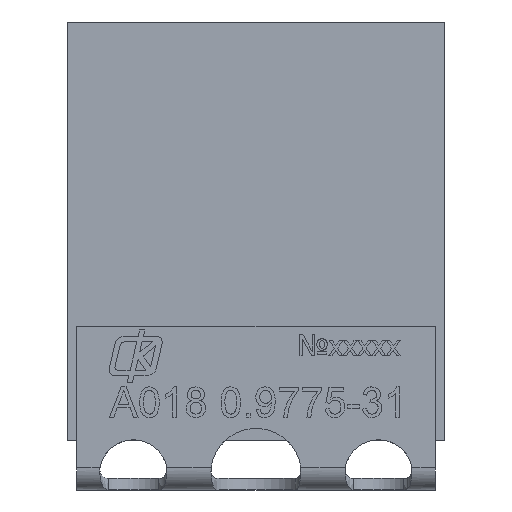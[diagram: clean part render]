
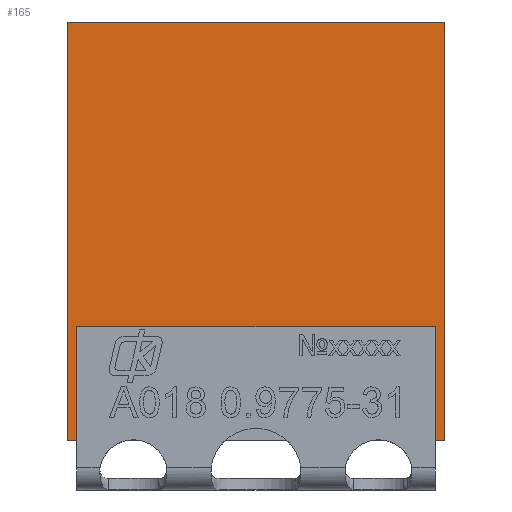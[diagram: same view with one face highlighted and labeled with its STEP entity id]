
A CAD part, top view. The second image highlights one B-rep face of the part: STEP entity #165.
In plain terms, the highlighted planar face has unit normal (0, 0, 1).
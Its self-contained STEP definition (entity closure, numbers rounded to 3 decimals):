
#165=ADVANCED_FACE('',(#3604),#3606,.F.);
#3604=FACE_BOUND('',#3605,.T.);
#3605=EDGE_LOOP('',(#9168,#9169,#9170,#9171,#9172,#9173,#9174,#9175));
#3606=PLANE('',#3607);
#3607=AXIS2_PLACEMENT_3D('',#3608,#3609,#3610);
#3608=CARTESIAN_POINT('',(-5.,5.55,1.8));
#3609=DIRECTION('',(0.,0.,-1.));
#3610=DIRECTION('',(-1.,0.,0.));
#9168=ORIENTED_EDGE('',*,*,#11202,.T.);
#9169=ORIENTED_EDGE('',*,*,#11203,.T.);
#9170=ORIENTED_EDGE('',*,*,#11204,.F.);
#9171=ORIENTED_EDGE('',*,*,#11161,.F.);
#9172=ORIENTED_EDGE('',*,*,#11205,.F.);
#9173=ORIENTED_EDGE('',*,*,#11206,.T.);
#9174=ORIENTED_EDGE('',*,*,#11207,.F.);
#9175=ORIENTED_EDGE('',*,*,#11208,.T.);
#11161=EDGE_CURVE('',#12193,#12185,#12195,.T.);
#11202=EDGE_CURVE('',#12274,#12275,#12276,.T.);
#11203=EDGE_CURVE('',#12275,#12277,#12278,.T.);
#11204=EDGE_CURVE('',#12185,#12277,#12279,.T.);
#11205=EDGE_CURVE('',#12280,#12193,#12281,.T.);
#11206=EDGE_CURVE('',#12280,#12282,#12283,.T.);
#11207=EDGE_CURVE('',#12284,#12282,#12285,.T.);
#11208=EDGE_CURVE('',#12284,#12274,#12286,.T.);
#12185=VERTEX_POINT('',#13892);
#12193=VERTEX_POINT('',#13908);
#12195=LINE('',#13912,#13913);
#12274=VERTEX_POINT('',#14073);
#12275=VERTEX_POINT('',#14074);
#12276=LINE('',#14075,#14076);
#12277=VERTEX_POINT('',#14078);
#12278=LINE('',#14079,#14080);
#12279=LINE('',#14082,#14083);
#12280=VERTEX_POINT('',#14085);
#12281=LINE('',#14086,#14087);
#12282=VERTEX_POINT('',#14089);
#12283=LINE('',#14090,#14091);
#12284=VERTEX_POINT('',#14093);
#12285=LINE('',#14094,#14095);
#12286=LINE('',#14097,#14098);
#13892=CARTESIAN_POINT('',(5.,-5.549,1.8));
#13908=CARTESIAN_POINT('',(5.,5.55,1.8));
#13912=CARTESIAN_POINT('',(5.,5.55,1.8));
#13913=VECTOR('',#13914,1.);
#13914=DIRECTION('',(0.,-1.,0.));
#14073=CARTESIAN_POINT('',(-4.75,-2.525,1.8));
#14074=CARTESIAN_POINT('',(4.75,-2.525,1.8));
#14075=CARTESIAN_POINT('',(-4.75,-2.525,1.8));
#14076=VECTOR('',#14077,1.);
#14077=DIRECTION('',(1.,0.,0.));
#14078=CARTESIAN_POINT('',(4.75,-5.549,1.8));
#14079=CARTESIAN_POINT('',(4.75,-2.525,1.8));
#14080=VECTOR('',#14081,1.);
#14081=DIRECTION('',(0.,-1.,0.));
#14082=CARTESIAN_POINT('',(5.,-5.549,1.8));
#14083=VECTOR('',#14084,1.);
#14084=DIRECTION('',(-1.,0.,0.));
#14085=CARTESIAN_POINT('',(-5.,5.55,1.8));
#14086=CARTESIAN_POINT('',(-5.,5.55,1.8));
#14087=VECTOR('',#14088,1.);
#14088=DIRECTION('',(1.,0.,0.));
#14089=CARTESIAN_POINT('',(-5.,-5.549,1.8));
#14090=CARTESIAN_POINT('',(-5.,5.55,1.8));
#14091=VECTOR('',#14092,1.);
#14092=DIRECTION('',(0.,-1.,0.));
#14093=CARTESIAN_POINT('',(-4.75,-5.549,1.8));
#14094=CARTESIAN_POINT('',(-4.75,-5.549,1.8));
#14095=VECTOR('',#14096,1.);
#14096=DIRECTION('',(-1.,0.,0.));
#14097=CARTESIAN_POINT('',(-4.75,-5.549,1.8));
#14098=VECTOR('',#14099,1.);
#14099=DIRECTION('',(0.,1.,0.));
